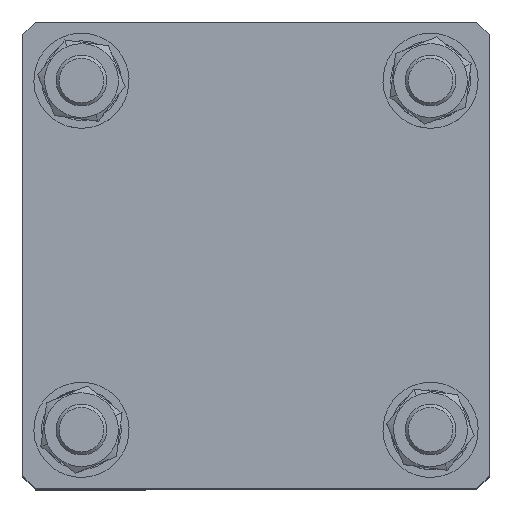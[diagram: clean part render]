
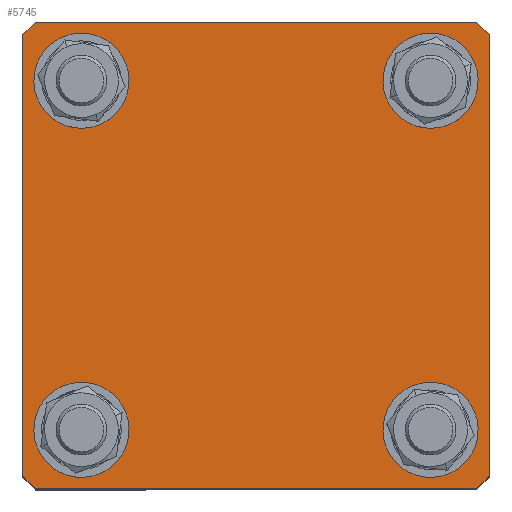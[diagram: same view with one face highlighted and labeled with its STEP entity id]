
A CAD part, top view. The second image highlights one B-rep face of the part: STEP entity #5745.
In plain terms, the highlighted face is planar.
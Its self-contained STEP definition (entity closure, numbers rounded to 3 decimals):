
#5 = EDGE_CURVE ( 'NONE', #2315, #2435, #2165, .T. ) ;
#37 = EDGE_CURVE ( 'NONE', #2532, #2455, #2238, .T. ) ;
#57 = EDGE_CURVE ( 'NONE', #2228, #2232, #2519, .T. ) ;
#100 = EDGE_CURVE ( 'NONE', #2412, #2555, #2504, .T. ) ;
#101 = EDGE_CURVE ( 'NONE', #2188, #2124, #2468, .T. ) ;
#103 = EDGE_CURVE ( 'NONE', #2130, #2455, #2530, .T. ) ;
#128 = EDGE_CURVE ( 'NONE', #2532, #2174, #2150, .T. ) ;
#181 = EDGE_CURVE ( 'NONE', #2130, #2124, #2339, .T. ) ;
#232 = EDGE_CURVE ( 'NONE', #2188, #2555, #2218, .T. ) ;
#246 = EDGE_CURVE ( 'NONE', #2287, #2419, #2277, .T. ) ;
#267 = EDGE_CURVE ( 'NONE', #2412, #2174, #2488, .T. ) ;
#309 = EDGE_CURVE ( 'NONE', #2435, #2315, #5445, .T. ) ;
#332 = EDGE_CURVE ( 'NONE', #2553, #2592, #5505, .T. ) ;
#335 = EDGE_CURVE ( 'NONE', #2592, #2553, #5496, .T. ) ;
#379 = EDGE_CURVE ( 'NONE', #2419, #2287, #5642, .T. ) ;
#392 = EDGE_CURVE ( 'NONE', #2232, #2228, #5324, .T. ) ;
#428 = CARTESIAN_POINT ( 'NONE',  ( 71.5, -71.5, 0. ) ) ;
#606 = DIRECTION ( 'NONE',  ( 0., -1., 0. ) ) ;
#620 = CARTESIAN_POINT ( 'NONE',  ( -73.5, -73.5, 0. ) ) ;
#681 = CARTESIAN_POINT ( 'NONE',  ( -55., -55., 0. ) ) ;
#682 = DIRECTION ( 'NONE',  ( 0., 0., -1. ) ) ;
#683 = DIRECTION ( 'NONE',  ( -1., 0., 0. ) ) ;
#723 = DIRECTION ( 'NONE',  ( 1., 0., 0. ) ) ;
#731 = CARTESIAN_POINT ( 'NONE',  ( -73.5, -73.5, 0. ) ) ;
#859 = CARTESIAN_POINT ( 'NONE',  ( 55., 55., 0. ) ) ;
#860 = DIRECTION ( 'NONE',  ( 0., 0., -1. ) ) ;
#861 = DIRECTION ( 'NONE',  ( -1., 0., 0. ) ) ;
#949 = CARTESIAN_POINT ( 'NONE',  ( 55., -55., 0. ) ) ;
#950 = DIRECTION ( 'NONE',  ( 0., 0., -1. ) ) ;
#951 = DIRECTION ( 'NONE',  ( -1., 0., 0. ) ) ;
#954 = CARTESIAN_POINT ( 'NONE',  ( 55., -55., 0. ) ) ;
#955 = DIRECTION ( 'NONE',  ( 0., 0., -1. ) ) ;
#956 = DIRECTION ( 'NONE',  ( -1., 0., 0. ) ) ;
#1132 = AXIS2_PLACEMENT_3D ( 'NONE', #4806, #4841, #4842 ) ;
#1268 = AXIS2_PLACEMENT_3D ( 'NONE', #4881, #4882, #4883 ) ;
#1298 = AXIS2_PLACEMENT_3D ( 'NONE', #3880, #3873, #3882 ) ;
#1304 = AXIS2_PLACEMENT_3D ( 'NONE', #859, #860, #861 ) ;
#1336 = AXIS2_PLACEMENT_3D ( 'NONE', #681, #682, #683 ) ;
#1366 = AXIS2_PLACEMENT_3D ( 'NONE', #954, #955, #956 ) ;
#1371 = AXIS2_PLACEMENT_3D ( 'NONE', #949, #950, #951 ) ;
#1387 = AXIS2_PLACEMENT_3D ( 'NONE', #3415, #3416, #3417 ) ;
#1481 = AXIS2_PLACEMENT_3D ( 'NONE', #3464, #3465, #3466 ) ;
#1518 = CARTESIAN_POINT ( 'NONE',  ( 73.5, -73.5, 0. ) ) ;
#1523 = DIRECTION ( 'NONE',  ( 0., 1., 0. ) ) ;
#1760 = ORIENTED_EDGE ( 'NONE', *, *, #246, .F. ) ;
#1805 = ORIENTED_EDGE ( 'NONE', *, *, #379, .F. ) ;
#2015 = ORIENTED_EDGE ( 'NONE', *, *, #392, .F. ) ;
#2124 = VERTEX_POINT ( 'NONE', #3618 ) ;
#2130 = VERTEX_POINT ( 'NONE', #3621 ) ;
#2150 = LINE ( 'NONE', #428, #2268 ) ;
#2165 = CIRCLE ( 'NONE', #1268, 9. ) ;
#2174 = VERTEX_POINT ( 'NONE', #3629 ) ;
#2188 = VERTEX_POINT ( 'NONE', #3633 ) ;
#2218 = LINE ( 'NONE', #620, #2471 ) ;
#2228 = VERTEX_POINT ( 'NONE', #3649 ) ;
#2232 = VERTEX_POINT ( 'NONE', #3653 ) ;
#2238 = LINE ( 'NONE', #1518, #2361 ) ;
#2268 = VECTOR ( 'NONE', #5910, 1000. ) ;
#2277 = CIRCLE ( 'NONE', #1336, 9. ) ;
#2287 = VERTEX_POINT ( 'NONE', #3675 ) ;
#2315 = VERTEX_POINT ( 'NONE', #3686 ) ;
#2339 = LINE ( 'NONE', #2764, #2417 ) ;
#2344 = VECTOR ( 'NONE', #3733, 1000. ) ;
#2361 = VECTOR ( 'NONE', #1523, 1000. ) ;
#2391 = VECTOR ( 'NONE', #723, 1000. ) ;
#2412 = VERTEX_POINT ( 'NONE', #3705 ) ;
#2417 = VECTOR ( 'NONE', #2753, 1000. ) ;
#2419 = VERTEX_POINT ( 'NONE', #3708 ) ;
#2422 = VECTOR ( 'NONE', #3735, 1000. ) ;
#2435 = VERTEX_POINT ( 'NONE', #3714 ) ;
#2439 = VECTOR ( 'NONE', #3759, 1000. ) ;
#2455 = VERTEX_POINT ( 'NONE', #3725 ) ;
#2468 = LINE ( 'NONE', #3739, #2422 ) ;
#2471 = VECTOR ( 'NONE', #606, 1000. ) ;
#2488 = LINE ( 'NONE', #731, #2391 ) ;
#2504 = LINE ( 'NONE', #3737, #2439 ) ;
#2519 = CIRCLE ( 'NONE', #1132, 9. ) ;
#2530 = LINE ( 'NONE', #3598, #2344 ) ;
#2532 = VERTEX_POINT ( 'NONE', #3756 ) ;
#2553 = VERTEX_POINT ( 'NONE', #3767 ) ;
#2555 = VERTEX_POINT ( 'NONE', #3768 ) ;
#2592 = VERTEX_POINT ( 'NONE', #3780 ) ;
#2753 = DIRECTION ( 'NONE',  ( -1., 0., 0. ) ) ;
#2764 = CARTESIAN_POINT ( 'NONE',  ( -73.5, 73.5, 0. ) ) ;
#3415 = CARTESIAN_POINT ( 'NONE',  ( -55., -55., 0. ) ) ;
#3416 = DIRECTION ( 'NONE',  ( 0., 0., -1. ) ) ;
#3417 = DIRECTION ( 'NONE',  ( -1., 0., 0. ) ) ;
#3464 = CARTESIAN_POINT ( 'NONE',  ( -55., 55., 0. ) ) ;
#3465 = DIRECTION ( 'NONE',  ( 0., 0., -1. ) ) ;
#3466 = DIRECTION ( 'NONE',  ( -1., 0., 0. ) ) ;
#3598 = CARTESIAN_POINT ( 'NONE',  ( 71.5, 71.5, 0. ) ) ;
#3618 = CARTESIAN_POINT ( 'NONE',  ( -69.5, 73.5, 0. ) ) ;
#3621 = CARTESIAN_POINT ( 'NONE',  ( 69.5, 73.5, 0. ) ) ;
#3629 = CARTESIAN_POINT ( 'NONE',  ( 69.5, -73.5, 0. ) ) ;
#3633 = CARTESIAN_POINT ( 'NONE',  ( -73.5, 69.5, 0. ) ) ;
#3649 = CARTESIAN_POINT ( 'NONE',  ( -64., 55., 0. ) ) ;
#3653 = CARTESIAN_POINT ( 'NONE',  ( -46., 55., 0. ) ) ;
#3675 = CARTESIAN_POINT ( 'NONE',  ( -46., -55., 0. ) ) ;
#3686 = CARTESIAN_POINT ( 'NONE',  ( 46., 55., 0. ) ) ;
#3705 = CARTESIAN_POINT ( 'NONE',  ( -69.5, -73.5, 0. ) ) ;
#3708 = CARTESIAN_POINT ( 'NONE',  ( -64., -55., 0. ) ) ;
#3714 = CARTESIAN_POINT ( 'NONE',  ( 64., 55., 0. ) ) ;
#3725 = CARTESIAN_POINT ( 'NONE',  ( 73.5, 69.5, 0. ) ) ;
#3733 = DIRECTION ( 'NONE',  ( 0.707, -0.707, 0. ) ) ;
#3735 = DIRECTION ( 'NONE',  ( 0.707, 0.707, 0. ) ) ;
#3737 = CARTESIAN_POINT ( 'NONE',  ( -71.5, -71.5, 0. ) ) ;
#3739 = CARTESIAN_POINT ( 'NONE',  ( -71.5, 71.5, 0. ) ) ;
#3756 = CARTESIAN_POINT ( 'NONE',  ( 73.5, -69.5, 0. ) ) ;
#3759 = DIRECTION ( 'NONE',  ( -0.707, 0.707, 0. ) ) ;
#3767 = CARTESIAN_POINT ( 'NONE',  ( 64., -55., 0. ) ) ;
#3768 = CARTESIAN_POINT ( 'NONE',  ( -73.5, -69.5, 0. ) ) ;
#3780 = CARTESIAN_POINT ( 'NONE',  ( 46., -55., 0. ) ) ;
#3873 = DIRECTION ( 'NONE',  ( 0., 0., -1. ) ) ;
#3878 = PLANE ( 'NONE',  #1298 ) ;
#3880 = CARTESIAN_POINT ( 'NONE',  ( 0., 0., 0. ) ) ;
#3882 = DIRECTION ( 'NONE',  ( -1., 0., 0. ) ) ;
#4806 = CARTESIAN_POINT ( 'NONE',  ( -55., 55., 0. ) ) ;
#4841 = DIRECTION ( 'NONE',  ( 0., 0., -1. ) ) ;
#4842 = DIRECTION ( 'NONE',  ( -1., 0., 0. ) ) ;
#4881 = CARTESIAN_POINT ( 'NONE',  ( 55., 55., 0. ) ) ;
#4882 = DIRECTION ( 'NONE',  ( 0., 0., -1. ) ) ;
#4883 = DIRECTION ( 'NONE',  ( -1., 0., 0. ) ) ;
#5324 = CIRCLE ( 'NONE', #1481, 9. ) ;
#5370 = FACE_BOUND ( 'NONE', #6783, .T. ) ;
#5445 = CIRCLE ( 'NONE', #1304, 9. ) ;
#5496 = CIRCLE ( 'NONE', #1366, 9. ) ;
#5505 = CIRCLE ( 'NONE', #1371, 9. ) ;
#5506 = FACE_BOUND ( 'NONE', #6772, .T. ) ;
#5611 = FACE_BOUND ( 'NONE', #6997, .T. ) ;
#5614 = FACE_OUTER_BOUND ( 'NONE', #6863, .T. ) ;
#5642 = CIRCLE ( 'NONE', #1387, 9. ) ;
#5690 = FACE_BOUND ( 'NONE', #6982, .T. ) ;
#5745 = ADVANCED_FACE ( 'NONE', ( #5690, #5370, #5611, #5506, #5614 ), #3878, .T. ) ;
#5910 = DIRECTION ( 'NONE',  ( -0.707, -0.707, 0. ) ) ;
#6603 = ORIENTED_EDGE ( 'NONE', *, *, #103, .T. ) ;
#6624 = ORIENTED_EDGE ( 'NONE', *, *, #37, .F. ) ;
#6627 = ORIENTED_EDGE ( 'NONE', *, *, #101, .T. ) ;
#6772 = EDGE_LOOP ( 'NONE', ( #7469, #2015 ) ) ;
#6783 = EDGE_LOOP ( 'NONE', ( #7396, #7414 ) ) ;
#6863 = EDGE_LOOP ( 'NONE', ( #6624, #6916, #7503, #7038, #6980, #6627, #6968, #6603 ) ) ;
#6916 = ORIENTED_EDGE ( 'NONE', *, *, #128, .T. ) ;
#6968 = ORIENTED_EDGE ( 'NONE', *, *, #181, .F. ) ;
#6980 = ORIENTED_EDGE ( 'NONE', *, *, #232, .F. ) ;
#6982 = EDGE_LOOP ( 'NONE', ( #7492, #7426 ) ) ;
#6997 = EDGE_LOOP ( 'NONE', ( #1805, #1760 ) ) ;
#7038 = ORIENTED_EDGE ( 'NONE', *, *, #100, .T. ) ;
#7396 = ORIENTED_EDGE ( 'NONE', *, *, #335, .F. ) ;
#7414 = ORIENTED_EDGE ( 'NONE', *, *, #332, .F. ) ;
#7426 = ORIENTED_EDGE ( 'NONE', *, *, #309, .F. ) ;
#7469 = ORIENTED_EDGE ( 'NONE', *, *, #57, .F. ) ;
#7492 = ORIENTED_EDGE ( 'NONE', *, *, #5, .F. ) ;
#7503 = ORIENTED_EDGE ( 'NONE', *, *, #267, .F. ) ;
